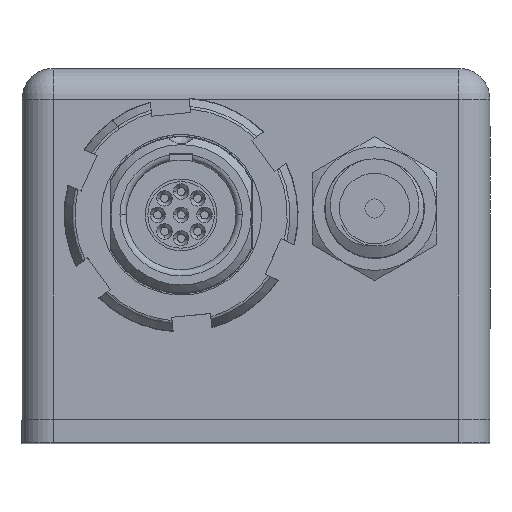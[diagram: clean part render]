
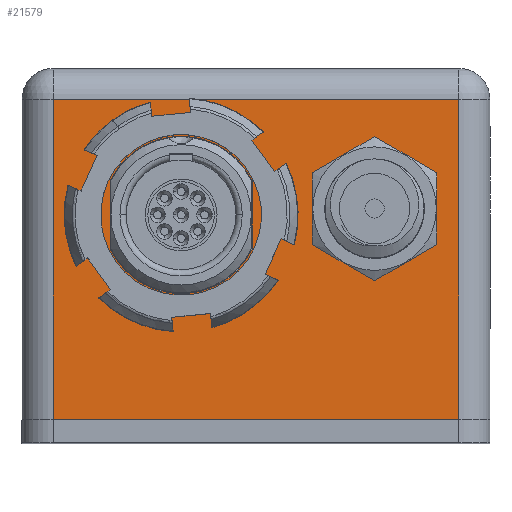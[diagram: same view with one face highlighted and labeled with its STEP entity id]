
A CAD part, top view. The second image highlights one B-rep face of the part: STEP entity #21579.
In plain terms, the highlighted planar face has unit normal (0, 0, 1).
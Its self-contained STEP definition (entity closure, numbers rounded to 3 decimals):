
#1012 = EDGE_CURVE ( 'NONE', #44459, #9263, #4225, .T. ) ;
#1651 = VECTOR ( 'NONE', #8808, 1000. ) ;
#1924 = ORIENTED_EDGE ( 'NONE', *, *, #4828, .T. ) ;
#2381 = CARTESIAN_POINT ( 'NONE',  ( -2., 22., 0. ) ) ;
#3954 = CIRCLE ( 'NONE', #44455, 5.05 ) ;
#4225 = LINE ( 'NONE', #28619, #39666 ) ;
#4782 = DIRECTION ( 'NONE',  ( 0., -1., 0. ) ) ;
#4828 = EDGE_CURVE ( 'NONE', #40183, #44459, #19172, .T. ) ;
#5879 = LINE ( 'NONE', #25851, #32173 ) ;
#5960 = CARTESIAN_POINT ( 'NONE',  ( -5.668, 12.25, 0. ) ) ;
#6245 = CARTESIAN_POINT ( 'NONE',  ( -2., 23., 0. ) ) ;
#6670 = CARTESIAN_POINT ( 'NONE',  ( -15.25, 16.791, 0. ) ) ;
#7558 = ORIENTED_EDGE ( 'NONE', *, *, #28203, .F. ) ;
#8768 = DIRECTION ( 'NONE',  ( 0., 1., 0. ) ) ;
#8808 = DIRECTION ( 'NONE',  ( 1., 0., 0. ) ) ;
#9139 = ORIENTED_EDGE ( 'NONE', *, *, #1012, .T. ) ;
#9263 = VERTEX_POINT ( 'NONE', #37783 ) ;
#9344 = AXIS2_PLACEMENT_3D ( 'NONE', #39633, #19076, #43079 ) ;
#9348 = EDGE_LOOP ( 'NONE', ( #7558, #18923, #24302, #15329 ) ) ;
#9698 = EDGE_CURVE ( 'NONE', #17379, #40183, #12358, .T. ) ;
#10572 = VERTEX_POINT ( 'NONE', #36018 ) ;
#12358 = LINE ( 'NONE', #6245, #29543 ) ;
#12964 = CARTESIAN_POINT ( 'NONE',  ( -30., 22., 0. ) ) ;
#13379 = LINE ( 'NONE', #30814, #20377 ) ;
#14311 = ORIENTED_EDGE ( 'NONE', *, *, #9698, .T. ) ;
#14324 = AXIS2_PLACEMENT_3D ( 'NONE', #19747, #43763, #23177 ) ;
#14360 = ORIENTED_EDGE ( 'NONE', *, *, #36016, .F. ) ;
#14570 = CARTESIAN_POINT ( 'NONE',  ( -24.35, 16.791, 0. ) ) ;
#15329 = ORIENTED_EDGE ( 'NONE', *, *, #32280, .F. ) ;
#15793 = DIRECTION ( 'NONE',  ( 0., 0., 1. ) ) ;
#15928 = FACE_BOUND ( 'NONE', #9348, .T. ) ;
#16083 = DIRECTION ( 'NONE',  ( 0., 0., 1. ) ) ;
#16733 = VERTEX_POINT ( 'NONE', #6670 ) ;
#17379 = VERTEX_POINT ( 'NONE', #31979 ) ;
#17730 = CARTESIAN_POINT ( 'NONE',  ( -15.25, 12.409, 0. ) ) ;
#18923 = ORIENTED_EDGE ( 'NONE', *, *, #34318, .F. ) ;
#19076 = DIRECTION ( 'NONE',  ( 0., 0., -1. ) ) ;
#19172 = LINE ( 'NONE', #12964, #36328 ) ;
#19747 = CARTESIAN_POINT ( 'NONE',  ( -7.4, 15., 0. ) ) ;
#20377 = VECTOR ( 'NONE', #34232, 1000. ) ;
#21550 = VERTEX_POINT ( 'NONE', #29108 ) ;
#21579 = ADVANCED_FACE ( 'NONE', ( #25039, #15928, #26121 ), #25798, .F. ) ;
#21670 = EDGE_LOOP ( 'NONE', ( #31549, #14360 ) ) ;
#22588 = EDGE_CURVE ( 'NONE', #10572, #26872, #30806, .T. ) ;
#22871 = CARTESIAN_POINT ( 'NONE',  ( -5.668, 12.25, 0. ) ) ;
#23177 = DIRECTION ( 'NONE',  ( 1., 0., 0. ) ) ;
#24302 = ORIENTED_EDGE ( 'NONE', *, *, #32617, .F. ) ;
#25039 = FACE_BOUND ( 'NONE', #21670, .T. ) ;
#25798 = PLANE ( 'NONE',  #9344 ) ;
#25851 = CARTESIAN_POINT ( 'NONE',  ( -15.25, 16.791, 0. ) ) ;
#26121 = FACE_OUTER_BOUND ( 'NONE', #35342, .T. ) ;
#26872 = VERTEX_POINT ( 'NONE', #22871 ) ;
#28203 = EDGE_CURVE ( 'NONE', #42498, #21550, #13379, .T. ) ;
#28619 = CARTESIAN_POINT ( 'NONE',  ( -28., 23., 0. ) ) ;
#29108 = CARTESIAN_POINT ( 'NONE',  ( -24.35, 12.409, 0. ) ) ;
#29432 = CIRCLE ( 'NONE', #31487, 5.05 ) ;
#29543 = VECTOR ( 'NONE', #30252, 1000. ) ;
#29959 = DIRECTION ( 'NONE',  ( 1., 0., 0. ) ) ;
#30252 = DIRECTION ( 'NONE',  ( 0., 1., 0. ) ) ;
#30806 = LINE ( 'NONE', #5960, #38842 ) ;
#30814 = CARTESIAN_POINT ( 'NONE',  ( -24.35, 16.791, 0. ) ) ;
#31487 = AXIS2_PLACEMENT_3D ( 'NONE', #36334, #15793, #39812 ) ;
#31549 = ORIENTED_EDGE ( 'NONE', *, *, #22588, .F. ) ;
#31979 = CARTESIAN_POINT ( 'NONE',  ( -2., 1.5, 0. ) ) ;
#32173 = VECTOR ( 'NONE', #8768, 1000. ) ;
#32280 = EDGE_CURVE ( 'NONE', #21550, #42474, #29432, .T. ) ;
#32617 = EDGE_CURVE ( 'NONE', #42474, #16733, #5879, .T. ) ;
#32788 = CARTESIAN_POINT ( 'NONE',  ( -30., 1.5, 0. ) ) ;
#34232 = DIRECTION ( 'NONE',  ( 0., -1., 0. ) ) ;
#34318 = EDGE_CURVE ( 'NONE', #16733, #42498, #3954, .T. ) ;
#35342 = EDGE_LOOP ( 'NONE', ( #37382, #14311, #1924, #9139 ) ) ;
#35941 = EDGE_CURVE ( 'NONE', #9263, #17379, #37085, .T. ) ;
#36016 = EDGE_CURVE ( 'NONE', #26872, #10572, #38668, .T. ) ;
#36018 = CARTESIAN_POINT ( 'NONE',  ( -9.132, 12.25, 0. ) ) ;
#36328 = VECTOR ( 'NONE', #40472, 1000. ) ;
#36334 = CARTESIAN_POINT ( 'NONE',  ( -19.8, 14.6, 0. ) ) ;
#36645 = CARTESIAN_POINT ( 'NONE',  ( -19.8, 14.6, 0. ) ) ;
#37085 = LINE ( 'NONE', #32788, #1651 ) ;
#37161 = CARTESIAN_POINT ( 'NONE',  ( -28., 22., 0. ) ) ;
#37382 = ORIENTED_EDGE ( 'NONE', *, *, #35941, .T. ) ;
#37783 = CARTESIAN_POINT ( 'NONE',  ( -28., 1.5, 0. ) ) ;
#38668 = CIRCLE ( 'NONE', #14324, 3.25 ) ;
#38842 = VECTOR ( 'NONE', #29959, 1000. ) ;
#39633 = CARTESIAN_POINT ( 'NONE',  ( -30., 23., 0. ) ) ;
#39666 = VECTOR ( 'NONE', #4782, 1000. ) ;
#39812 = DIRECTION ( 'NONE',  ( 1., 0., 0. ) ) ;
#40137 = DIRECTION ( 'NONE',  ( 1., 0., 0. ) ) ;
#40183 = VERTEX_POINT ( 'NONE', #2381 ) ;
#40472 = DIRECTION ( 'NONE',  ( -1., 0., 0. ) ) ;
#42474 = VERTEX_POINT ( 'NONE', #17730 ) ;
#42498 = VERTEX_POINT ( 'NONE', #14570 ) ;
#43079 = DIRECTION ( 'NONE',  ( -1., 0., 0. ) ) ;
#43763 = DIRECTION ( 'NONE',  ( 0., 0., 1. ) ) ;
#44455 = AXIS2_PLACEMENT_3D ( 'NONE', #36645, #16083, #40137 ) ;
#44459 = VERTEX_POINT ( 'NONE', #37161 ) ;
